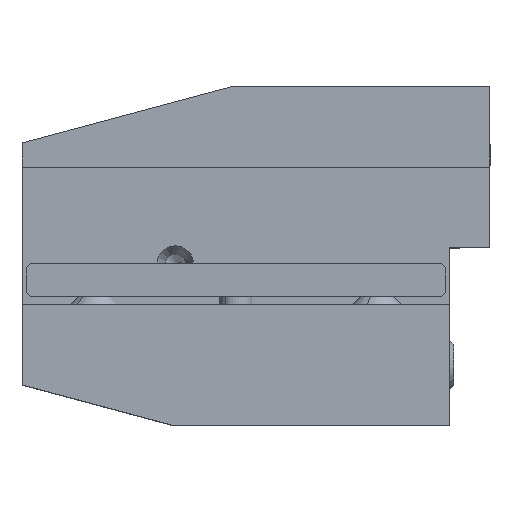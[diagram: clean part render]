
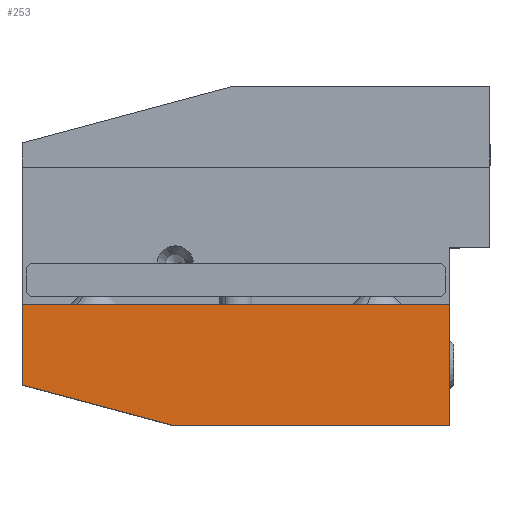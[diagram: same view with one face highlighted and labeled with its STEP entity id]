
A CAD part, top view. The second image highlights one B-rep face of the part: STEP entity #253.
In plain terms, the highlighted planar face has unit normal (0, 0, 1).
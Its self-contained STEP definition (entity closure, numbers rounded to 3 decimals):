
#253 = ADVANCED_FACE ( 'NONE', ( #6321 ), #1684, .T. ) ;
#320 = CARTESIAN_POINT ( 'NONE',  ( -4.049, -28.271, 55.462 ) ) ;
#400 = CARTESIAN_POINT ( 'NONE',  ( -57.049, -23.271, 55.462 ) ) ;
#564 = CARTESIAN_POINT ( 'NONE',  ( 0.951, -13.271, 55.462 ) ) ;
#1684 = PLANE ( 'NONE',  #4477 ) ;
#2055 = CARTESIAN_POINT ( 'NONE',  ( -38.389, -28.271, 55.462 ) ) ;
#2060 = VECTOR ( 'NONE', #6732, 1000. ) ;
#2125 = ORIENTED_EDGE ( 'NONE', *, *, #7023, .F. ) ;
#2188 = CARTESIAN_POINT ( 'NONE',  ( -57.049, 13.729, 55.462 ) ) ;
#2232 = ORIENTED_EDGE ( 'NONE', *, *, #8269, .T. ) ;
#2286 = LINE ( 'NONE', #4024, #5521 ) ;
#2488 = ORIENTED_EDGE ( 'NONE', *, *, #6477, .T. ) ;
#2531 = VERTEX_POINT ( 'NONE', #400 ) ;
#2661 = DIRECTION ( 'NONE',  ( -0.966, 0.259, 0. ) ) ;
#2802 = VECTOR ( 'NONE', #3147, 1000. ) ;
#3147 = DIRECTION ( 'NONE',  ( -1., 0., 0. ) ) ;
#3169 = VERTEX_POINT ( 'NONE', #2055 ) ;
#3364 = VECTOR ( 'NONE', #4105, 1000. ) ;
#3586 = DIRECTION ( 'NONE',  ( 1., 0., 0. ) ) ;
#3628 = LINE ( 'NONE', #7560, #4231 ) ;
#3780 = EDGE_LOOP ( 'NONE', ( #5951, #2488, #2232, #2125, #5690 ) ) ;
#4024 = CARTESIAN_POINT ( 'NONE',  ( -57.049, -23.271, 55.462 ) ) ;
#4105 = DIRECTION ( 'NONE',  ( 0., -1., 0. ) ) ;
#4231 = VECTOR ( 'NONE', #8233, 1000. ) ;
#4477 = AXIS2_PLACEMENT_3D ( 'NONE', #6898, #8158, #3586 ) ;
#4787 = VERTEX_POINT ( 'NONE', #5602 ) ;
#4835 = LINE ( 'NONE', #564, #2802 ) ;
#5521 = VECTOR ( 'NONE', #2661, 1000. ) ;
#5602 = CARTESIAN_POINT ( 'NONE',  ( -4.049, -13.271, 55.462 ) ) ;
#5690 = ORIENTED_EDGE ( 'NONE', *, *, #5702, .T. ) ;
#5702 = EDGE_CURVE ( 'NONE', #3169, #7174, #3628, .T. ) ;
#5813 = VERTEX_POINT ( 'NONE', #6829 ) ;
#5951 = ORIENTED_EDGE ( 'NONE', *, *, #8317, .F. ) ;
#6301 = LINE ( 'NONE', #8081, #2060 ) ;
#6321 = FACE_OUTER_BOUND ( 'NONE', #3780, .T. ) ;
#6477 = EDGE_CURVE ( 'NONE', #4787, #5813, #4835, .T. ) ;
#6732 = DIRECTION ( 'NONE',  ( 0., -1., 0. ) ) ;
#6829 = CARTESIAN_POINT ( 'NONE',  ( -57.049, -13.271, 55.462 ) ) ;
#6898 = CARTESIAN_POINT ( 'NONE',  ( -57.049, -28.271, 55.462 ) ) ;
#7023 = EDGE_CURVE ( 'NONE', #3169, #2531, #2286, .T. ) ;
#7174 = VERTEX_POINT ( 'NONE', #320 ) ;
#7560 = CARTESIAN_POINT ( 'NONE',  ( -57.049, -28.271, 55.462 ) ) ;
#7741 = LINE ( 'NONE', #2188, #3364 ) ;
#8081 = CARTESIAN_POINT ( 'NONE',  ( -4.049, -28.271, 55.462 ) ) ;
#8158 = DIRECTION ( 'NONE',  ( 0., 0., 1. ) ) ;
#8233 = DIRECTION ( 'NONE',  ( 1., 0., 0. ) ) ;
#8269 = EDGE_CURVE ( 'NONE', #5813, #2531, #7741, .T. ) ;
#8317 = EDGE_CURVE ( 'NONE', #4787, #7174, #6301, .T. ) ;
